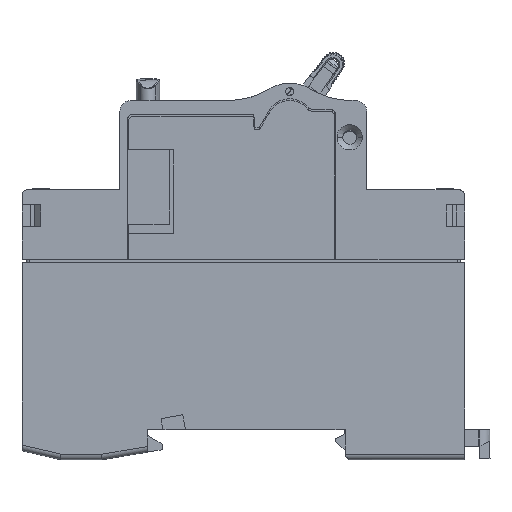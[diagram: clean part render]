
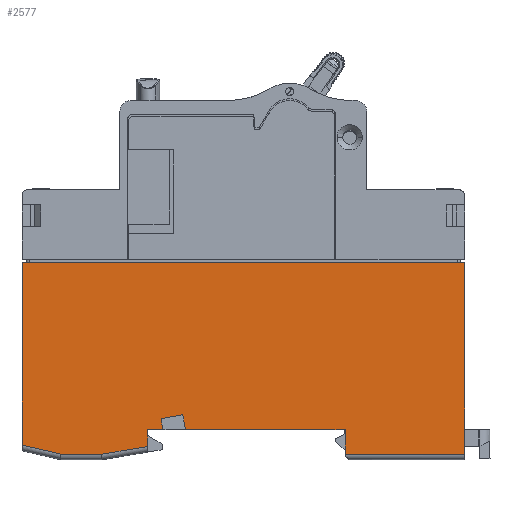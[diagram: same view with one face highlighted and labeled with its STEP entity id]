
A CAD part, front view. The second image highlights one B-rep face of the part: STEP entity #2577.
In plain terms, the highlighted planar face has unit normal (0, -1, 0).
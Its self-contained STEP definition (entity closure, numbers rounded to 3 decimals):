
#2577=ADVANCED_FACE('',(#4191),#3375,.F.);
#3375=PLANE('',#24417);
#4191=FACE_OUTER_BOUND('',#5189,.T.);
#5189=EDGE_LOOP('',(#8999,#9000,#9001,#9002,#9003,#9004,#9005,#9006,#9007,
#9008,#9009,#9010,#9011,#9012));
#8999=ORIENTED_EDGE('',*,*,#16545,.F.);
#9000=ORIENTED_EDGE('',*,*,#16542,.F.);
#9001=ORIENTED_EDGE('',*,*,#16540,.F.);
#9002=ORIENTED_EDGE('',*,*,#16538,.F.);
#9003=ORIENTED_EDGE('',*,*,#16535,.F.);
#9004=ORIENTED_EDGE('',*,*,#16533,.F.);
#9005=ORIENTED_EDGE('',*,*,#16525,.F.);
#9006=ORIENTED_EDGE('',*,*,#16521,.F.);
#9007=ORIENTED_EDGE('',*,*,#16519,.F.);
#9008=ORIENTED_EDGE('',*,*,#16516,.F.);
#9009=ORIENTED_EDGE('',*,*,#16524,.F.);
#9010=ORIENTED_EDGE('',*,*,#16514,.F.);
#9011=ORIENTED_EDGE('',*,*,#16511,.F.);
#9012=ORIENTED_EDGE('',*,*,#16544,.F.);
#13138=VERTEX_POINT('',#39170);
#13139=VERTEX_POINT('',#39172);
#13140=VERTEX_POINT('',#39177);
#13141=VERTEX_POINT('',#39181);
#13142=VERTEX_POINT('',#39182);
#13143=VERTEX_POINT('',#39187);
#13144=VERTEX_POINT('',#39191);
#13145=VERTEX_POINT('',#39197);
#13146=VERTEX_POINT('',#39207);
#13147=VERTEX_POINT('',#39214);
#13148=VERTEX_POINT('',#39224);
#13149=VERTEX_POINT('',#39231);
#13150=VERTEX_POINT('',#39235);
#13151=VERTEX_POINT('',#39239);
#16511=EDGE_CURVE('',#13138,#13139,#19568,.T.);
#16514=EDGE_CURVE('',#13139,#13140,#19570,.T.);
#16516=EDGE_CURVE('',#13141,#13142,#19572,.T.);
#16519=EDGE_CURVE('',#13142,#13143,#19575,.T.);
#16521=EDGE_CURVE('',#13143,#13144,#19577,.T.);
#16524=EDGE_CURVE('',#13140,#13141,#19580,.T.);
#16525=EDGE_CURVE('',#13144,#13145,#19581,.T.);
#16533=EDGE_CURVE('',#13145,#13146,#19589,.T.);
#16535=EDGE_CURVE('',#13146,#13147,#19590,.T.);
#16538=EDGE_CURVE('',#13147,#13148,#19591,.T.);
#16540=EDGE_CURVE('',#13148,#13149,#19592,.T.);
#16542=EDGE_CURVE('',#13149,#13150,#19594,.T.);
#16544=EDGE_CURVE('',#13151,#13138,#19596,.T.);
#16545=EDGE_CURVE('',#13150,#13151,#19597,.T.);
#19568=LINE('',#39171,#22181);
#19570=LINE('',#39176,#22183);
#19572=LINE('',#39180,#22185);
#19575=LINE('',#39186,#22188);
#19577=LINE('',#39190,#22190);
#19580=LINE('',#39195,#22193);
#19581=LINE('',#39196,#22194);
#19589=LINE('',#39206,#22202);
#19590=LINE('',#39213,#22203);
#19591=LINE('',#39225,#22204);
#19592=LINE('',#39232,#22205);
#19594=LINE('',#39236,#22207);
#19596=LINE('',#39240,#22209);
#19597=LINE('',#39242,#22210);
#22181=VECTOR('',#28510,1.);
#22183=VECTOR('',#28516,1.);
#22185=VECTOR('',#28520,1.);
#22188=VECTOR('',#28525,1.);
#22190=VECTOR('',#28529,1.);
#22193=VECTOR('',#28534,1.);
#22194=VECTOR('',#28535,1.);
#22202=VECTOR('',#28545,1.);
#22203=VECTOR('',#28548,1.);
#22204=VECTOR('',#28551,1.);
#22205=VECTOR('',#28554,1.);
#22207=VECTOR('',#28558,1.);
#22209=VECTOR('',#28562,1.);
#22210=VECTOR('',#28565,1.);
#24417=AXIS2_PLACEMENT_3D('',#39243,#28566,#28567);
#28510=DIRECTION('',(-1.,0.,0.));
#28516=DIRECTION('',(0.,0.,1.));
#28520=DIRECTION('',(-0.174,0.,0.985));
#28525=DIRECTION('',(-0.985,0.,-0.174));
#28529=DIRECTION('',(0.174,0.,-0.985));
#28534=DIRECTION('',(-1.,0.,0.));
#28535=DIRECTION('',(-1.,0.,0.));
#28545=DIRECTION('',(0.,0.,-1.));
#28548=DIRECTION('',(-0.986,0.,-0.165));
#28551=DIRECTION('',(-1.,0.,0.));
#28554=DIRECTION('',(-0.974,0.,0.225));
#28558=DIRECTION('',(0.,0.,1.));
#28562=DIRECTION('',(0.,0.,-1.));
#28565=DIRECTION('',(1.,0.,0.));
#28566=DIRECTION('',(0.,1.,0.));
#28567=DIRECTION('',(1.,0.,0.));
#39170=CARTESIAN_POINT('',(35.152,3.679,-50.545));
#39171=CARTESIAN_POINT('',(35.302,3.679,-50.545));
#39172=CARTESIAN_POINT('',(13.354,3.679,-50.545));
#39176=CARTESIAN_POINT('',(13.354,3.679,-51.546));
#39177=CARTESIAN_POINT('',(13.354,3.679,-46.046));
#39180=CARTESIAN_POINT('',(-15.755,3.679,-46.046));
#39181=CARTESIAN_POINT('',(-15.755,3.679,-46.046));
#39182=CARTESIAN_POINT('',(-16.231,3.679,-43.346));
#39186=CARTESIAN_POINT('',(-16.231,3.679,-43.346));
#39187=CARTESIAN_POINT('',(-20.201,3.679,-44.046));
#39190=CARTESIAN_POINT('',(-20.201,3.679,-44.046));
#39191=CARTESIAN_POINT('',(-19.848,3.679,-46.046));
#39195=CARTESIAN_POINT('',(35.302,3.679,-46.046));
#39196=CARTESIAN_POINT('',(35.302,3.679,-46.046));
#39197=CARTESIAN_POINT('',(-22.648,3.679,-46.046));
#39206=CARTESIAN_POINT('',(-22.648,3.679,-51.546));
#39207=CARTESIAN_POINT('',(-22.648,3.679,-49.143));
#39213=CARTESIAN_POINT('',(-22.648,3.679,-49.143));
#39214=CARTESIAN_POINT('',(-31.031,3.679,-50.546));
#39224=CARTESIAN_POINT('',(-38.434,3.679,-50.546));
#39225=CARTESIAN_POINT('',(35.302,3.679,-50.546));
#39231=CARTESIAN_POINT('',(-45.548,3.679,-48.903));
#39232=CARTESIAN_POINT('',(-38.434,3.679,-50.546));
#39235=CARTESIAN_POINT('',(-45.548,3.679,-15.546));
#39236=CARTESIAN_POINT('',(-45.548,3.679,-51.546));
#39239=CARTESIAN_POINT('',(35.152,3.679,-15.546));
#39240=CARTESIAN_POINT('',(35.152,3.679,-51.546));
#39242=CARTESIAN_POINT('',(35.302,3.679,-15.546));
#39243=CARTESIAN_POINT('',(35.302,3.679,-51.546));
